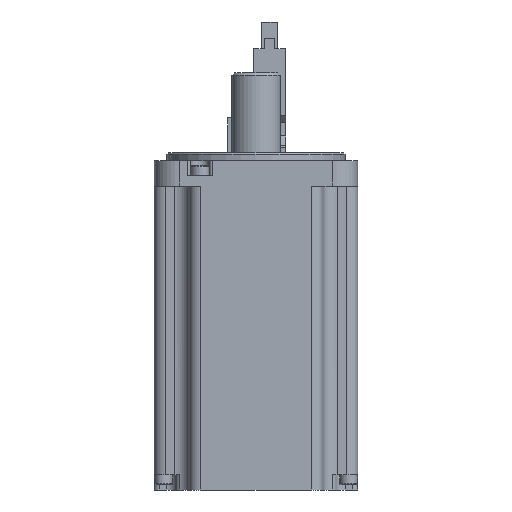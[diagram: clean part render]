
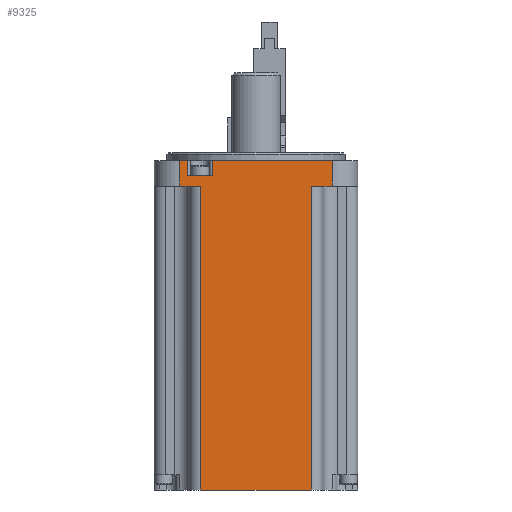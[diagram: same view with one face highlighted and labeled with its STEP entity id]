
A CAD part, front view. The second image highlights one B-rep face of the part: STEP entity #9325.
In plain terms, the highlighted planar face has unit normal (0, -1, 0).
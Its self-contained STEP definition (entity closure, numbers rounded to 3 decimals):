
#691=ORIENTED_EDGE('',*,*,#2587,.F.);
#692=ORIENTED_EDGE('',*,*,#2588,.T.);
#693=ORIENTED_EDGE('',*,*,#2564,.F.);
#694=ORIENTED_EDGE('',*,*,#2589,.T.);
#695=ORIENTED_EDGE('',*,*,#2590,.F.);
#696=ORIENTED_EDGE('',*,*,#2591,.F.);
#697=ORIENTED_EDGE('',*,*,#2592,.T.);
#698=ORIENTED_EDGE('',*,*,#2593,.T.);
#699=ORIENTED_EDGE('',*,*,#2594,.F.);
#700=ORIENTED_EDGE('',*,*,#2595,.F.);
#701=ORIENTED_EDGE('',*,*,#2570,.F.);
#702=ORIENTED_EDGE('',*,*,#2596,.F.);
#2564=EDGE_CURVE('',#3511,#3512,#4124,.T.);
#2570=EDGE_CURVE('',#3517,#3518,#4127,.T.);
#2587=EDGE_CURVE('',#3529,#3530,#4133,.T.);
#2588=EDGE_CURVE('',#3529,#3512,#4134,.T.);
#2589=EDGE_CURVE('',#3511,#3531,#4135,.T.);
#2590=EDGE_CURVE('',#3532,#3531,#4136,.T.);
#2591=EDGE_CURVE('',#3533,#3532,#4137,.T.);
#2592=EDGE_CURVE('',#3533,#3534,#4138,.T.);
#2593=EDGE_CURVE('',#3534,#3535,#4139,.T.);
#2594=EDGE_CURVE('',#3536,#3535,#4140,.T.);
#2595=EDGE_CURVE('',#3518,#3536,#4141,.T.);
#2596=EDGE_CURVE('',#3530,#3517,#4142,.T.);
#3511=VERTEX_POINT('',#12822);
#3512=VERTEX_POINT('',#12824);
#3517=VERTEX_POINT('',#12834);
#3518=VERTEX_POINT('',#12836);
#3529=VERTEX_POINT('',#12865);
#3530=VERTEX_POINT('',#12866);
#3531=VERTEX_POINT('',#12869);
#3532=VERTEX_POINT('',#12871);
#3533=VERTEX_POINT('',#12873);
#3534=VERTEX_POINT('',#12875);
#3535=VERTEX_POINT('',#12877);
#3536=VERTEX_POINT('',#12879);
#4124=LINE('',#12823,#4820);
#4127=LINE('',#12835,#4823);
#4133=LINE('',#12864,#4829);
#4134=LINE('',#12867,#4830);
#4135=LINE('',#12868,#4831);
#4136=LINE('',#12870,#4832);
#4137=LINE('',#12872,#4833);
#4138=LINE('',#12874,#4834);
#4139=LINE('',#12876,#4835);
#4140=LINE('',#12878,#4836);
#4141=LINE('',#12880,#4837);
#4142=LINE('',#12881,#4838);
#4820=VECTOR('',#10687,1000.);
#4823=VECTOR('',#10696,1000.);
#4829=VECTOR('',#10726,1000.);
#4830=VECTOR('',#10727,1000.);
#4831=VECTOR('',#10728,1000.);
#4832=VECTOR('',#10729,1000.);
#4833=VECTOR('',#10730,1000.);
#4834=VECTOR('',#10731,1000.);
#4835=VECTOR('',#10732,1000.);
#4836=VECTOR('',#10733,1000.);
#4837=VECTOR('',#10734,1000.);
#4838=VECTOR('',#10735,1000.);
#5392=EDGE_LOOP('',(#691,#692,#693,#694,#695,#696,#697,#698,#699,#700,#701,
#702));
#5878=FACE_BOUND('',#5392,.T.);
#6338=PLANE('',#9795);
#9325=ADVANCED_FACE('',(#5878),#6338,.T.);
#9795=AXIS2_PLACEMENT_3D('',#12863,#10724,#10725);
#10687=DIRECTION('',(1.,0.,0.));
#10696=DIRECTION('',(1.,0.,0.));
#10724=DIRECTION('',(0.,-1.,0.));
#10725=DIRECTION('',(0.,0.,-1.));
#10726=DIRECTION('',(1.,0.,0.));
#10727=DIRECTION('',(0.,0.,1.));
#10728=DIRECTION('',(0.,0.,-1.));
#10729=DIRECTION('',(-1.,0.,0.));
#10730=DIRECTION('',(0.,0.,1.));
#10731=DIRECTION('',(1.,0.,0.));
#10732=DIRECTION('',(0.,0.,1.));
#10733=DIRECTION('',(-1.,0.,0.));
#10734=DIRECTION('',(0.,0.,-1.));
#10735=DIRECTION('',(0.,0.,1.));
#12822=CARTESIAN_POINT('',(-30.,-40.,0.));
#12823=CARTESIAN_POINT('',(-40.,-40.,0.));
#12824=CARTESIAN_POINT('',(-26.742,-40.,0.));
#12834=CARTESIAN_POINT('',(-17.242,-40.,0.));
#12835=CARTESIAN_POINT('',(-40.,-40.,0.));
#12836=CARTESIAN_POINT('',(30.,-40.,0.));
#12863=CARTESIAN_POINT('',(-40.,-40.,-129.5));
#12864=CARTESIAN_POINT('',(-26.742,-40.,-6.));
#12865=CARTESIAN_POINT('',(-26.742,-40.,-6.));
#12866=CARTESIAN_POINT('',(-17.242,-40.,-6.));
#12867=CARTESIAN_POINT('',(-26.742,-40.,-6.));
#12868=CARTESIAN_POINT('',(-30.,-40.,0.));
#12869=CARTESIAN_POINT('',(-30.,-40.,-10.));
#12870=CARTESIAN_POINT('',(-40.,-40.,-10.));
#12871=CARTESIAN_POINT('',(-21.75,-40.,-10.));
#12872=CARTESIAN_POINT('',(-21.75,-40.,-129.5));
#12873=CARTESIAN_POINT('',(-21.75,-40.,-129.5));
#12874=CARTESIAN_POINT('',(-40.,-40.,-129.5));
#12875=CARTESIAN_POINT('',(21.75,-40.,-129.5));
#12876=CARTESIAN_POINT('',(21.75,-40.,-129.5));
#12877=CARTESIAN_POINT('',(21.75,-40.,-10.));
#12878=CARTESIAN_POINT('',(-40.,-40.,-10.));
#12879=CARTESIAN_POINT('',(30.,-40.,-10.));
#12880=CARTESIAN_POINT('',(30.,-40.,0.));
#12881=CARTESIAN_POINT('',(-17.242,-40.,-6.));
